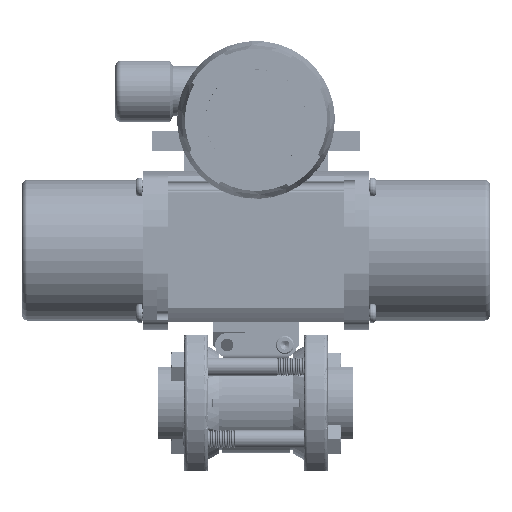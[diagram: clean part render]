
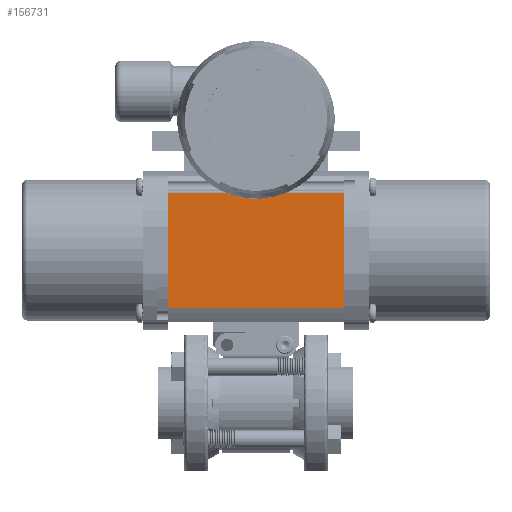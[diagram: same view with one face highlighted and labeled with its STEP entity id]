
A CAD part, top view. The second image highlights one B-rep face of the part: STEP entity #156731.
In plain terms, the highlighted planar face has unit normal (0, 0, 1).
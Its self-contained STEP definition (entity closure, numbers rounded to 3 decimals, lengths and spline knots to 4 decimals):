
#4552 = VERTEX_POINT ( 'NONE', #107121 ) ;
#9625 = EDGE_CURVE ( 'NONE', #17470, #30967, #155167, .T. ) ;
#10580 = CARTESIAN_POINT ( 'NONE',  ( -1.5275, 1.6529, 1.17 ) ) ;
#14913 = CARTESIAN_POINT ( 'NONE',  ( -5.0403, 1.6529, 1.17 ) ) ;
#17470 = VERTEX_POINT ( 'NONE', #10580 ) ;
#20856 = VERTEX_POINT ( 'NONE', #202902 ) ;
#23502 = DIRECTION ( 'NONE',  ( -1., 0., 0. ) ) ;
#30967 = VERTEX_POINT ( 'NONE', #205515 ) ;
#35388 = VECTOR ( 'NONE', #23502, 39.3701 ) ;
#38163 = AXIS2_PLACEMENT_3D ( 'NONE', #86845, #219535, #105875 ) ;
#42542 = CARTESIAN_POINT ( 'NONE',  ( -5.0403, 3.6471, 1.17 ) ) ;
#54418 = VECTOR ( 'NONE', #147527, 39.3701 ) ;
#57173 = CARTESIAN_POINT ( 'NONE',  ( -1.5275, 3.6544, 1.17 ) ) ;
#57562 = CARTESIAN_POINT ( 'NONE',  ( 1.5275, 3.6544, 1.17 ) ) ;
#60983 = EDGE_CURVE ( 'NONE', #17470, #4552, #96095, .T. ) ;
#75433 = VECTOR ( 'NONE', #208906, 39.3701 ) ;
#86845 = CARTESIAN_POINT ( 'NONE',  ( -5.0403, 3.6544, 1.17 ) ) ;
#96084 = VECTOR ( 'NONE', #190112, 39.3701 ) ;
#96095 = LINE ( 'NONE', #57173, #75433 ) ;
#105875 = DIRECTION ( 'NONE',  ( 0., -1., 0. ) ) ;
#107121 = CARTESIAN_POINT ( 'NONE',  ( -1.5275, 3.6471, 1.17 ) ) ;
#143091 = PLANE ( 'NONE',  #38163 ) ;
#147527 = DIRECTION ( 'NONE',  ( 1., 0., 0. ) ) ;
#155167 = LINE ( 'NONE', #14913, #54418 ) ;
#156731 = ADVANCED_FACE ( 'NONE', ( #196364 ), #143091, .F. ) ;
#180731 = LINE ( 'NONE', #42542, #35388 ) ;
#182297 = EDGE_LOOP ( 'NONE', ( #183041, #214892, #212857, #227665 ) ) ;
#183041 = ORIENTED_EDGE ( 'NONE', *, *, #210509, .F. ) ;
#185458 = EDGE_CURVE ( 'NONE', #20856, #4552, #180731, .T. ) ;
#190112 = DIRECTION ( 'NONE',  ( 0., -1., 0. ) ) ;
#196364 = FACE_OUTER_BOUND ( 'NONE', #182297, .T. ) ;
#202902 = CARTESIAN_POINT ( 'NONE',  ( 1.5275, 3.6471, 1.17 ) ) ;
#205515 = CARTESIAN_POINT ( 'NONE',  ( 1.5275, 1.6529, 1.17 ) ) ;
#208906 = DIRECTION ( 'NONE',  ( 0., 1., 0. ) ) ;
#210509 = EDGE_CURVE ( 'NONE', #20856, #30967, #241404, .T. ) ;
#212857 = ORIENTED_EDGE ( 'NONE', *, *, #60983, .F. ) ;
#214892 = ORIENTED_EDGE ( 'NONE', *, *, #185458, .T. ) ;
#219535 = DIRECTION ( 'NONE',  ( 0., 0., -1. ) ) ;
#227665 = ORIENTED_EDGE ( 'NONE', *, *, #9625, .T. ) ;
#241404 = LINE ( 'NONE', #57562, #96084 ) ;
